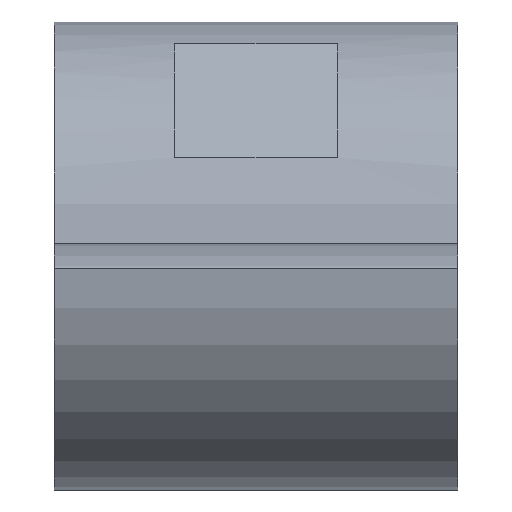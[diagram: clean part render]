
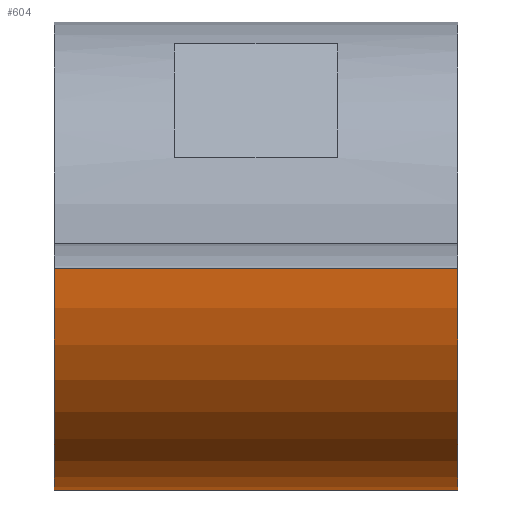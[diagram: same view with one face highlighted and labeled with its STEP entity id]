
A CAD part, left-side view. The second image highlights one B-rep face of the part: STEP entity #604.
In plain terms, the highlighted cylindrical face has radius 9.525 mm (diameter 19.05 mm), a partial arc.
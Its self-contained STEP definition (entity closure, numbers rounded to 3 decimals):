
#10 = ORIENTED_EDGE ( 'NONE', *, *, #396, .F. ) ;
#32 = VECTOR ( 'NONE', #762, 1000. ) ;
#39 = ORIENTED_EDGE ( 'NONE', *, *, #311, .T. ) ;
#59 = LINE ( 'NONE', #356, #32 ) ;
#69 = CARTESIAN_POINT ( 'NONE',  ( 0., 8.204, 0. ) ) ;
#101 = CARTESIAN_POINT ( 'NONE',  ( 0., 8.204, -9.525 ) ) ;
#126 = AXIS2_PLACEMENT_3D ( 'NONE', #826, #385, #611 ) ;
#154 = CIRCLE ( 'NONE', #126, 9.525 ) ;
#159 = CYLINDRICAL_SURFACE ( 'NONE', #265, 9.525 ) ;
#224 = VERTEX_POINT ( 'NONE', #315 ) ;
#256 = VERTEX_POINT ( 'NONE', #610 ) ;
#265 = AXIS2_PLACEMENT_3D ( 'NONE', #402, #280, #797 ) ;
#280 = DIRECTION ( 'NONE',  ( 0., 1., 0. ) ) ;
#297 = EDGE_LOOP ( 'NONE', ( #10, #39, #391, #462 ) ) ;
#311 = EDGE_CURVE ( 'NONE', #224, #714, #154, .T. ) ;
#315 = CARTESIAN_POINT ( 'NONE',  ( 0., -8.204, -9.525 ) ) ;
#336 = DIRECTION ( 'NONE',  ( 0., 1., 0. ) ) ;
#352 = LINE ( 'NONE', #734, #753 ) ;
#356 = CARTESIAN_POINT ( 'NONE',  ( 0., -8.204, -9.525 ) ) ;
#377 = VERTEX_POINT ( 'NONE', #101 ) ;
#385 = DIRECTION ( 'NONE',  ( 0., 1., 0. ) ) ;
#391 = ORIENTED_EDGE ( 'NONE', *, *, #453, .T. ) ;
#394 = CIRCLE ( 'NONE', #849, 9.525 ) ;
#396 = EDGE_CURVE ( 'NONE', #224, #377, #59, .T. ) ;
#402 = CARTESIAN_POINT ( 'NONE',  ( 0., -8.204, 0. ) ) ;
#453 = EDGE_CURVE ( 'NONE', #714, #256, #352, .T. ) ;
#462 = ORIENTED_EDGE ( 'NONE', *, *, #467, .F. ) ;
#467 = EDGE_CURVE ( 'NONE', #377, #256, #394, .T. ) ;
#542 = CARTESIAN_POINT ( 'NONE',  ( -9.511, -8.204, -0.508 ) ) ;
#580 = FACE_OUTER_BOUND ( 'NONE', #297, .T. ) ;
#604 = ADVANCED_FACE ( 'NONE', ( #580 ), #159, .T. ) ;
#610 = CARTESIAN_POINT ( 'NONE',  ( -9.511, 8.204, -0.508 ) ) ;
#611 = DIRECTION ( 'NONE',  ( 0., 0., 1. ) ) ;
#714 = VERTEX_POINT ( 'NONE', #542 ) ;
#720 = DIRECTION ( 'NONE',  ( 0., 1., 0. ) ) ;
#734 = CARTESIAN_POINT ( 'NONE',  ( -9.511, -8.204, -0.508 ) ) ;
#753 = VECTOR ( 'NONE', #720, 1000. ) ;
#762 = DIRECTION ( 'NONE',  ( 0., 1., 0. ) ) ;
#789 = DIRECTION ( 'NONE',  ( 0., 0., 1. ) ) ;
#797 = DIRECTION ( 'NONE',  ( 0., 0., 1. ) ) ;
#826 = CARTESIAN_POINT ( 'NONE',  ( 0., -8.204, 0. ) ) ;
#849 = AXIS2_PLACEMENT_3D ( 'NONE', #69, #336, #789 ) ;
